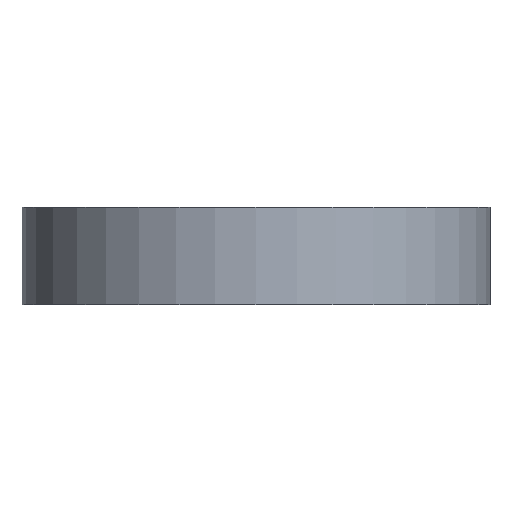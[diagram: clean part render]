
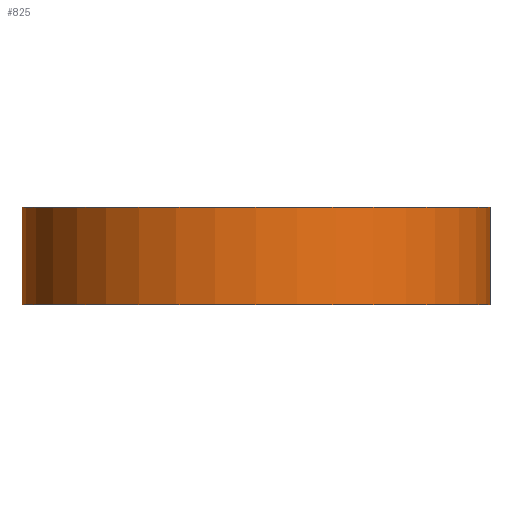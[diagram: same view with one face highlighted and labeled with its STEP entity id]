
A CAD part, front view. The second image highlights one B-rep face of the part: STEP entity #825.
In plain terms, the highlighted cylindrical face has radius 24 mm (diameter 48 mm), a full revolution.
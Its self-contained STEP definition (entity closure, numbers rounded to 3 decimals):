
#584 = EDGE_CURVE('',#585,#585,#587,.T.);
#585 = VERTEX_POINT('',#586);
#586 = CARTESIAN_POINT('',(24.,0.,3.));
#587 = CIRCLE('',#588,24.);
#588 = AXIS2_PLACEMENT_3D('',#589,#590,#591);
#589 = CARTESIAN_POINT('',(0.,0.,3.));
#590 = DIRECTION('',(0.,0.,-1.));
#591 = DIRECTION('',(1.,0.,0.));
#809 = EDGE_CURVE('',#810,#810,#812,.T.);
#810 = VERTEX_POINT('',#811);
#811 = CARTESIAN_POINT('',(24.,0.,13.));
#812 = CIRCLE('',#813,24.);
#813 = AXIS2_PLACEMENT_3D('',#814,#815,#816);
#814 = CARTESIAN_POINT('',(0.,0.,13.));
#815 = DIRECTION('',(0.,0.,-1.));
#816 = DIRECTION('',(1.,0.,0.));
#825 = ADVANCED_FACE('',(#826),#837,.T.);
#826 = FACE_BOUND('',#827,.F.);
#827 = EDGE_LOOP('',(#828,#829,#835,#836));
#828 = ORIENTED_EDGE('',*,*,#584,.T.);
#829 = ORIENTED_EDGE('',*,*,#830,.T.);
#830 = EDGE_CURVE('',#585,#810,#831,.T.);
#831 = LINE('',#832,#833);
#832 = CARTESIAN_POINT('',(24.,0.,3.));
#833 = VECTOR('',#834,1.);
#834 = DIRECTION('',(0.,0.,1.));
#835 = ORIENTED_EDGE('',*,*,#809,.F.);
#836 = ORIENTED_EDGE('',*,*,#830,.F.);
#837 = CYLINDRICAL_SURFACE('',#838,24.);
#838 = AXIS2_PLACEMENT_3D('',#839,#840,#841);
#839 = CARTESIAN_POINT('',(0.,0.,3.));
#840 = DIRECTION('',(0.,0.,1.));
#841 = DIRECTION('',(1.,0.,0.));
